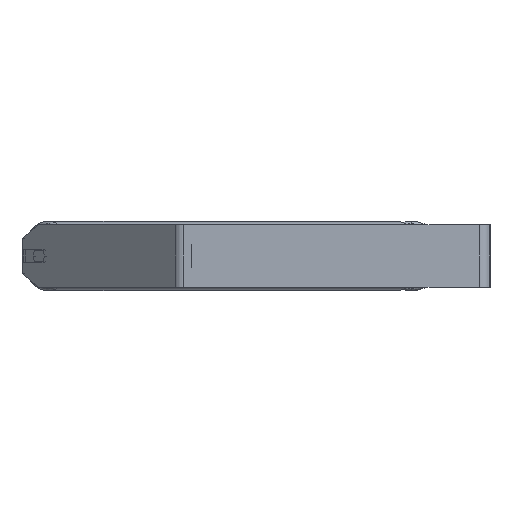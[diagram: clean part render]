
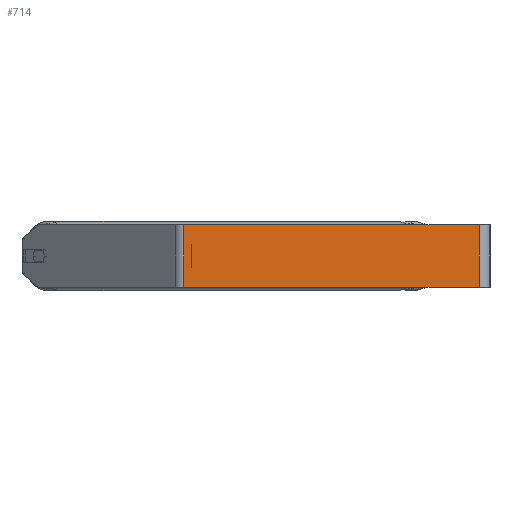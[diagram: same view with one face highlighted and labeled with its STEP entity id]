
A CAD part, left-side view. The second image highlights one B-rep face of the part: STEP entity #714.
In plain terms, the highlighted planar face has unit normal (-1, 0, 0).
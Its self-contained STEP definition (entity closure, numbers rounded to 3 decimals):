
#56 = DIRECTION ( 'NONE',  ( 0., 0., -1. ) ) ;
#372 = CARTESIAN_POINT ( 'NONE',  ( -1000., 14., 40. ) ) ;
#394 = VERTEX_POINT ( 'NONE', #5126 ) ;
#422 = AXIS2_PLACEMENT_3D ( 'NONE', #2294, #1016, #5736 ) ;
#714 = ADVANCED_FACE ( 'NONE', ( #970 ), #6363, .F. ) ;
#754 = VECTOR ( 'NONE', #6017, 1000. ) ;
#771 = LINE ( 'NONE', #8728, #4131 ) ;
#970 = FACE_OUTER_BOUND ( 'NONE', #7203, .T. ) ;
#1016 = DIRECTION ( 'NONE',  ( 1., 0., 0. ) ) ;
#1369 = ORIENTED_EDGE ( 'NONE', *, *, #6234, .F. ) ;
#1422 = DIRECTION ( 'NONE',  ( 0., -1., 0. ) ) ;
#2055 = CARTESIAN_POINT ( 'NONE',  ( -1000., 14., 40. ) ) ;
#2294 = CARTESIAN_POINT ( 'NONE',  ( -1000., 397.695, 40. ) ) ;
#2583 = VERTEX_POINT ( 'NONE', #372 ) ;
#3009 = VECTOR ( 'NONE', #1422, 1000. ) ;
#3869 = ORIENTED_EDGE ( 'NONE', *, *, #6977, .T. ) ;
#4131 = VECTOR ( 'NONE', #56, 1000. ) ;
#4157 = LINE ( 'NONE', #6730, #3009 ) ;
#4434 = ORIENTED_EDGE ( 'NONE', *, *, #5278, .T. ) ;
#4900 = ORIENTED_EDGE ( 'NONE', *, *, #7085, .F. ) ;
#5126 = CARTESIAN_POINT ( 'NONE',  ( -1000., 391.896, 40. ) ) ;
#5133 = CARTESIAN_POINT ( 'NONE',  ( -1000., 14., -40. ) ) ;
#5278 = EDGE_CURVE ( 'NONE', #394, #6884, #771, .T. ) ;
#5736 = DIRECTION ( 'NONE',  ( 0., 0., -1. ) ) ;
#5900 = LINE ( 'NONE', #2055, #6128 ) ;
#5926 = CARTESIAN_POINT ( 'NONE',  ( -1000., 397.695, -40. ) ) ;
#6017 = DIRECTION ( 'NONE',  ( 0., -1., 0. ) ) ;
#6128 = VECTOR ( 'NONE', #6875, 1000. ) ;
#6234 = EDGE_CURVE ( 'NONE', #2583, #6860, #5900, .T. ) ;
#6363 = PLANE ( 'NONE',  #422 ) ;
#6730 = CARTESIAN_POINT ( 'NONE',  ( -1000., 397.695, 40. ) ) ;
#6860 = VERTEX_POINT ( 'NONE', #5133 ) ;
#6875 = DIRECTION ( 'NONE',  ( 0., 0., -1. ) ) ;
#6884 = VERTEX_POINT ( 'NONE', #8504 ) ;
#6977 = EDGE_CURVE ( 'NONE', #6884, #6860, #7876, .T. ) ;
#7085 = EDGE_CURVE ( 'NONE', #394, #2583, #4157, .T. ) ;
#7203 = EDGE_LOOP ( 'NONE', ( #3869, #1369, #4900, #4434 ) ) ;
#7876 = LINE ( 'NONE', #5926, #754 ) ;
#8504 = CARTESIAN_POINT ( 'NONE',  ( -1000., 391.896, -40. ) ) ;
#8728 = CARTESIAN_POINT ( 'NONE',  ( -1000., 391.896, 40. ) ) ;
